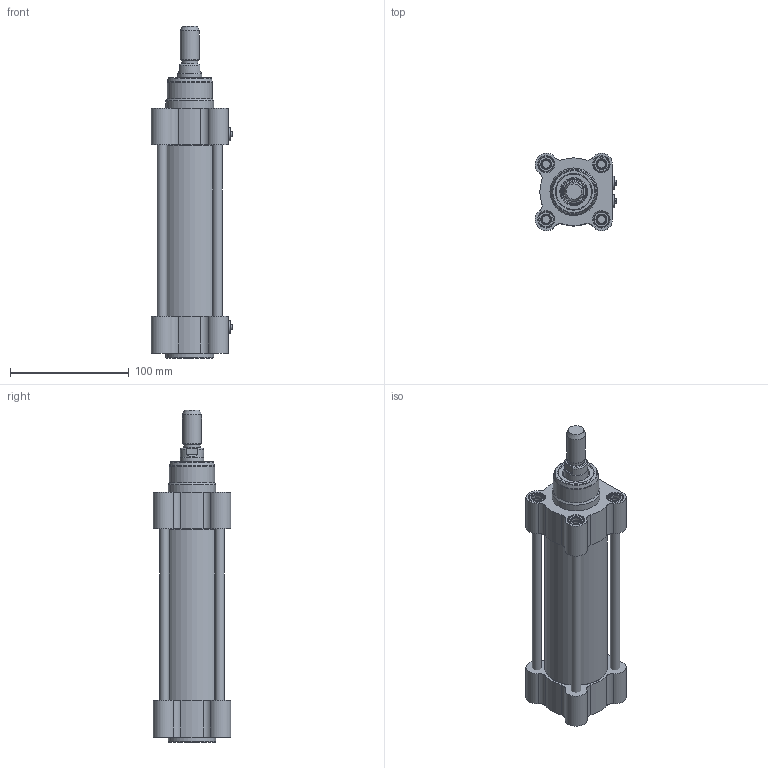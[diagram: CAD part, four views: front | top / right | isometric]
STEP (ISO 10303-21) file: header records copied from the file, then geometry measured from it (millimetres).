
FILE_DESCRIPTION((''),'2;1');
FILE_NAME('YDM050.100.GS.M.stp','2014-07-08T15:54:12',('carlo.corazza'),(''),'Autodesk Inventor 2012','Autodesk Inventor 2012','');
FILE_SCHEMA(('AUTOMOTIVE_DESIGN { 1 0 10303 214 1 1 1 1 }'));
Length unit declared in the file: millimetre
Products named in the file (6): YDM050..GS.M; CORPO-100; STELO-100; TA; TIRANTE-100; TP
Assembly tree (8 placements, depth 2):
  YDM050..GS.M
    CORPO-100
    STELO-100
    TA
    TIRANTE-100  x4
    TP
Bounding box: 68.68 x 64.96 x 279 mm (x, y, z)
Volume: 371678.1 mm3; surface area: 141336 mm2
Topology: 12 solids, 16 shells, 499 faces, 1122 edges, 703 vertices
Faces by surface type: plane 196, cone 141, cylinder 111, torus 43, revolution 8
Full cylindrical faces by diameter (mm): 3 x4, 3.9 x2, 4.3 x2, 4.5 x2, 5 x2, 5.3 x3, 6.647 x8, 7.8 x4, 7.99 x2, 8 x10, 10.7 x2, 11 x2, 11.445 x2, 12 x1, 13 x8, 13.5 x9, 16 x1, 18 x2, 19.5 x1, 20 x2, 20.8 x1, 20.847 x1, 24 x2, 30 x3, 38 x1, 40 x2, 50 x1, 53 x1
Entity records: 13169 total; most frequent: CARTESIAN_POINT 2547, DIRECTION 2186, ORIENTED_EDGE 1722, AXIS2_PLACEMENT_3D 941, EDGE_CURVE 861, EDGE_LOOP 758, VERTEX_POINT 652, FACE_OUTER_BOUND 484
